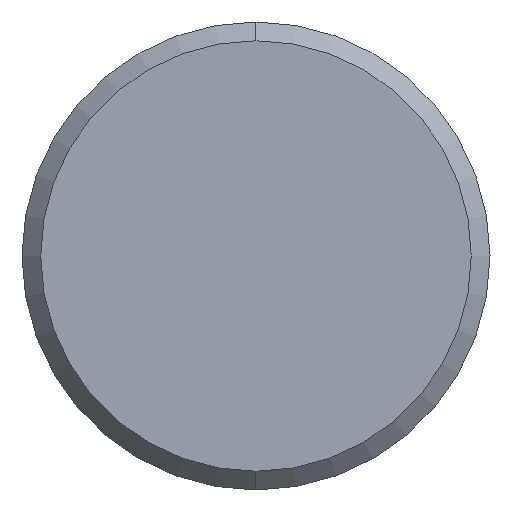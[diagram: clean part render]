
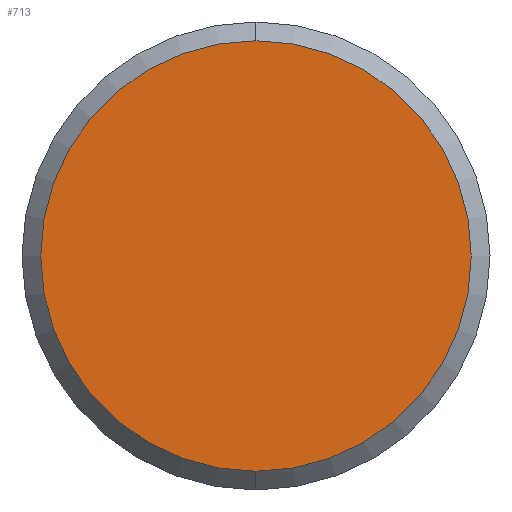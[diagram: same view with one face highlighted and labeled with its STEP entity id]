
A CAD part, left-side view. The second image highlights one B-rep face of the part: STEP entity #713.
In plain terms, the highlighted planar face has unit normal (-1, 0, 0).
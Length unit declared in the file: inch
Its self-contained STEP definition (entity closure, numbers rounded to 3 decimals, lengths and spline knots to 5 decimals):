
#17 = EDGE_CURVE ( 'NONE', #62, #372, #712, .T. ) ;
#44 = CARTESIAN_POINT ( 'NONE',  ( 0., 0., 0. ) ) ;
#53 = PLANE ( 'NONE',  #479 ) ;
#62 = VERTEX_POINT ( 'NONE', #142 ) ;
#97 = DIRECTION ( 'NONE',  ( -1., 0., 0. ) ) ;
#142 = CARTESIAN_POINT ( 'NONE',  ( 0., 0., -0.11485 ) ) ;
#180 = FACE_OUTER_BOUND ( 'NONE', #246, .T. ) ;
#193 = AXIS2_PLACEMENT_3D ( 'NONE', #528, #97, #469 ) ;
#209 = EDGE_CURVE ( 'NONE', #372, #62, #390, .T. ) ;
#222 = DIRECTION ( 'NONE',  ( 0., 0., 1. ) ) ;
#246 = EDGE_LOOP ( 'NONE', ( #328, #584 ) ) ;
#271 = CARTESIAN_POINT ( 'NONE',  ( 0., 0., 0.11485 ) ) ;
#309 = DIRECTION ( 'NONE',  ( 0., 0., -1. ) ) ;
#328 = ORIENTED_EDGE ( 'NONE', *, *, #17, .T. ) ;
#355 = AXIS2_PLACEMENT_3D ( 'NONE', #44, #486, #222 ) ;
#365 = CARTESIAN_POINT ( 'NONE',  ( 0., 0., 0. ) ) ;
#372 = VERTEX_POINT ( 'NONE', #271 ) ;
#390 = CIRCLE ( 'NONE', #355, 0.11485 ) ;
#469 = DIRECTION ( 'NONE',  ( 0., 0., 1. ) ) ;
#479 = AXIS2_PLACEMENT_3D ( 'NONE', #365, #609, #309 ) ;
#486 = DIRECTION ( 'NONE',  ( -1., 0., 0. ) ) ;
#528 = CARTESIAN_POINT ( 'NONE',  ( 0., 0., 0. ) ) ;
#584 = ORIENTED_EDGE ( 'NONE', *, *, #209, .T. ) ;
#609 = DIRECTION ( 'NONE',  ( 1., 0., 0. ) ) ;
#712 = CIRCLE ( 'NONE', #193, 0.11485 ) ;
#713 = ADVANCED_FACE ( 'NONE', ( #180 ), #53, .F. ) ;
